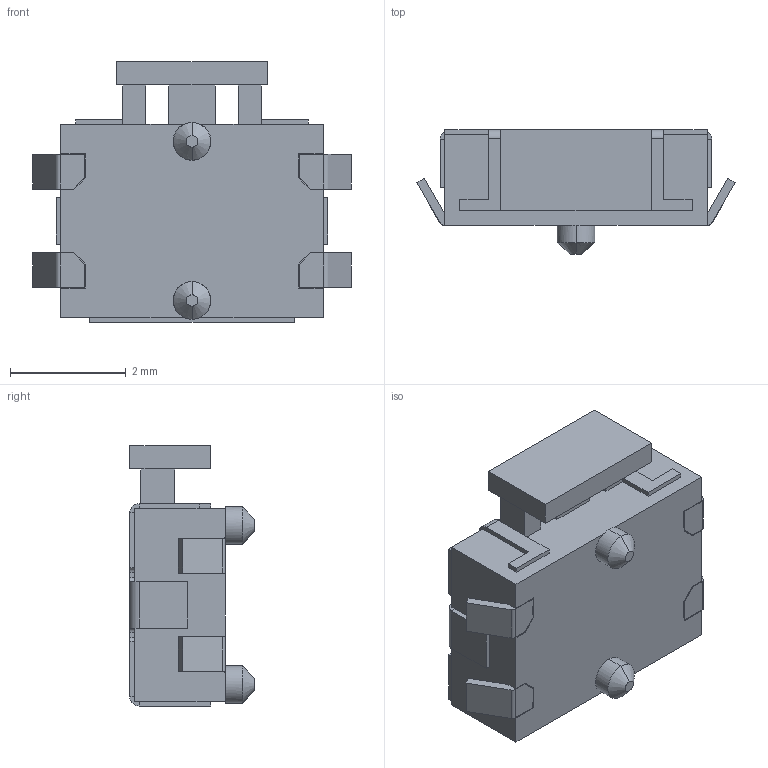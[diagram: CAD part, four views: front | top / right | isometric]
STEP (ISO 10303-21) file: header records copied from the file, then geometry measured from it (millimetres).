
FILE_DESCRIPTION (( 'STEP AP214' ), '1' );
FILE_NAME ('EVQ-PUD02K.STEP', '2018-12-24T10:02:48', ( '' ), ( '' ), 'SwSTEP 2.0', 'SolidWorks 2018', '' );
FILE_SCHEMA (( 'AUTOMOTIVE_DESIGN' ));
Length unit declared in the file: millimetre
Products named in the file (3): EVQ-PUD02K; EUQ-PUD02K_1; EUQ-PUD02K_2
Assembly tree (2 placements, depth 2):
  EVQ-PUD02K
    EUQ-PUD02K_2
    EUQ-PUD02K_1
Bounding box: 5.51 x 2.15 x 4.5 mm (x, y, z)
Volume: 27.2 mm3; surface area: 122.2 mm2
Topology: 2 solids, 2 shells, 312 faces, 825 edges, 534 vertices
Faces by surface type: plane 235, bspline 45, cylinder 28, cone 4
Entity records: 14064 total; most frequent: CARTESIAN_POINT 4861, ORIENTED_EDGE 1650, DIRECTION 1335, EDGE_CURVE 825, VECTOR 663, LINE 663, VERTEX_POINT 534, AXIS2_PLACEMENT_3D 336
